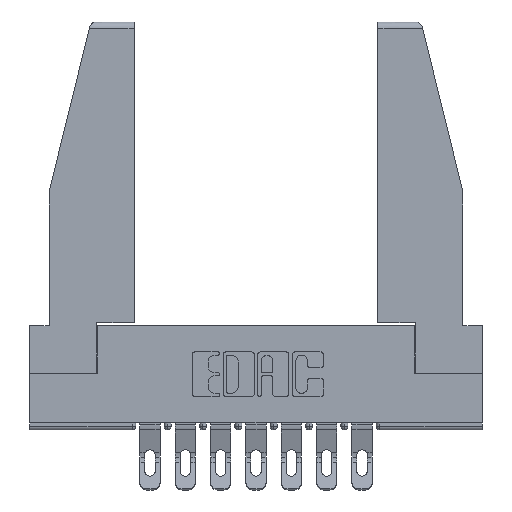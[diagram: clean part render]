
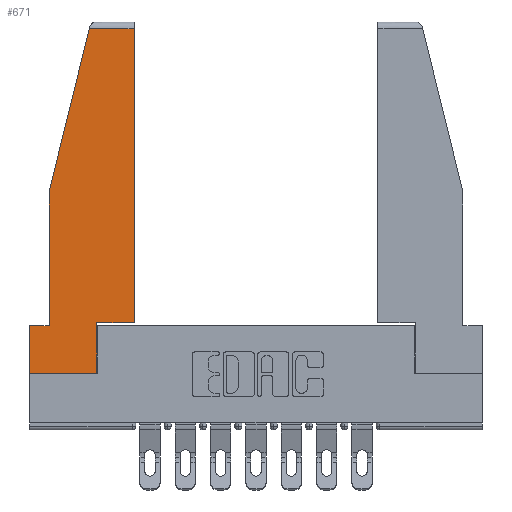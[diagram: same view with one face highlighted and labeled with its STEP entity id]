
A CAD part, top view. The second image highlights one B-rep face of the part: STEP entity #671.
In plain terms, the highlighted planar face has unit normal (0, 0, 1).
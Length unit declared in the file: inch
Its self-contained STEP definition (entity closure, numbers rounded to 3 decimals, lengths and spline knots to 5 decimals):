
#559 = LINE ( 'NONE', #7003, #8862 ) ;
#647 = ORIENTED_EDGE ( 'NONE', *, *, #1885, .T. ) ;
#652 = DIRECTION ( 'NONE',  ( 0., 1., 0. ) ) ;
#671 = ADVANCED_FACE ( 'NONE', ( #10124 ), #2045, .T. ) ;
#674 = LINE ( 'NONE', #3344, #12567 ) ;
#960 = EDGE_CURVE ( 'NONE', #10528, #5987, #559, .T. ) ;
#1065 = DIRECTION ( 'NONE',  ( 1., 0., 0. ) ) ;
#1163 = LINE ( 'NONE', #11731, #8400 ) ;
#1885 = EDGE_CURVE ( 'NONE', #5987, #14313, #11879, .T. ) ;
#2045 = PLANE ( 'NONE',  #14592 ) ;
#2138 = VERTEX_POINT ( 'NONE', #13099 ) ;
#2150 = ORIENTED_EDGE ( 'NONE', *, *, #14039, .T. ) ;
#2277 = LINE ( 'NONE', #11591, #13815 ) ;
#2513 = CARTESIAN_POINT ( 'NONE',  ( 0., 0.21, 0. ) ) ;
#3018 = CARTESIAN_POINT ( 'NONE',  ( 0., 0.21, 0. ) ) ;
#3061 = VECTOR ( 'NONE', #9236, 39.37008 ) ;
#3216 = LINE ( 'NONE', #2513, #9703 ) ;
#3280 = DIRECTION ( 'NONE',  ( 0., 0., 1. ) ) ;
#3338 = EDGE_CURVE ( 'NONE', #7354, #10528, #3216, .T. ) ;
#3344 = CARTESIAN_POINT ( 'NONE',  ( 0.297, 0.223, 0. ) ) ;
#3449 = DIRECTION ( 'NONE',  ( 0., -1., 0. ) ) ;
#4298 = LINE ( 'NONE', #9776, #10250 ) ;
#4388 = VERTEX_POINT ( 'NONE', #11506 ) ;
#4498 = CARTESIAN_POINT ( 'NONE',  ( 0., 0., 0. ) ) ;
#4851 = DIRECTION ( 'NONE',  ( -1., 0., 0. ) ) ;
#5382 = EDGE_CURVE ( 'NONE', #9645, #7354, #1163, .T. ) ;
#5638 = ORIENTED_EDGE ( 'NONE', *, *, #13507, .T. ) ;
#5987 = VERTEX_POINT ( 'NONE', #11111 ) ;
#6242 = VERTEX_POINT ( 'NONE', #6296 ) ;
#6296 = CARTESIAN_POINT ( 'NONE',  ( 0.461, 0.223, 0. ) ) ;
#6393 = LINE ( 'NONE', #7326, #7296 ) ;
#6562 = ORIENTED_EDGE ( 'NONE', *, *, #7915, .T. ) ;
#6770 = DIRECTION ( 'NONE',  ( 1., 0., 0. ) ) ;
#7003 = CARTESIAN_POINT ( 'NONE',  ( 0., 0., 0. ) ) ;
#7009 = ORIENTED_EDGE ( 'NONE', *, *, #3338, .T. ) ;
#7296 = VECTOR ( 'NONE', #10610, 39.37008 ) ;
#7326 = CARTESIAN_POINT ( 'NONE',  ( 0., 1.52, 0. ) ) ;
#7354 = VERTEX_POINT ( 'NONE', #3018 ) ;
#7566 = CARTESIAN_POINT ( 'NONE',  ( 0.297, 0.223, 0. ) ) ;
#7698 = VECTOR ( 'NONE', #12189, 39.37008 ) ;
#7915 = EDGE_CURVE ( 'NONE', #14401, #2138, #11423, .T. ) ;
#8400 = VECTOR ( 'NONE', #4851, 39.37008 ) ;
#8698 = ORIENTED_EDGE ( 'NONE', *, *, #5382, .T. ) ;
#8862 = VECTOR ( 'NONE', #13820, 39.37008 ) ;
#9236 = DIRECTION ( 'NONE',  ( 0., 1., 0. ) ) ;
#9463 = ORIENTED_EDGE ( 'NONE', *, *, #960, .T. ) ;
#9645 = VERTEX_POINT ( 'NONE', #14231 ) ;
#9653 = EDGE_CURVE ( 'NONE', #4388, #14401, #6393, .T. ) ;
#9703 = VECTOR ( 'NONE', #14029, 39.37008 ) ;
#9776 = CARTESIAN_POINT ( 'NONE',  ( 0.461, 0.223, 0. ) ) ;
#10124 = FACE_OUTER_BOUND ( 'NONE', #13289, .T. ) ;
#10250 = VECTOR ( 'NONE', #652, 39.37008 ) ;
#10528 = VERTEX_POINT ( 'NONE', #4498 ) ;
#10610 = DIRECTION ( 'NONE',  ( -1., 0., 0. ) ) ;
#10840 = CARTESIAN_POINT ( 'NONE',  ( 0.2636, 1.52, 0. ) ) ;
#11111 = CARTESIAN_POINT ( 'NONE',  ( 0.297, 0., 0. ) ) ;
#11423 = LINE ( 'NONE', #12034, #7698 ) ;
#11506 = CARTESIAN_POINT ( 'NONE',  ( 0.461, 1.52, 0. ) ) ;
#11591 = CARTESIAN_POINT ( 'NONE',  ( 0.086, 0.8, 0. ) ) ;
#11731 = CARTESIAN_POINT ( 'NONE',  ( 0., 0.21, 0. ) ) ;
#11879 = LINE ( 'NONE', #12681, #3061 ) ;
#12034 = CARTESIAN_POINT ( 'NONE',  ( 0.271, 1.55, 0. ) ) ;
#12172 = EDGE_CURVE ( 'NONE', #6242, #4388, #4298, .T. ) ;
#12189 = DIRECTION ( 'NONE',  ( -0.239, -0.971, 0. ) ) ;
#12422 = CARTESIAN_POINT ( 'NONE',  ( 0., 0., 0. ) ) ;
#12567 = VECTOR ( 'NONE', #1065, 39.37008 ) ;
#12681 = CARTESIAN_POINT ( 'NONE',  ( 0.297, 0., 0. ) ) ;
#13099 = CARTESIAN_POINT ( 'NONE',  ( 0.086, 0.8, 0. ) ) ;
#13289 = EDGE_LOOP ( 'NONE', ( #13689, #14838, #6562, #2150, #8698, #7009, #9463, #647, #5638 ) ) ;
#13507 = EDGE_CURVE ( 'NONE', #14313, #6242, #674, .T. ) ;
#13689 = ORIENTED_EDGE ( 'NONE', *, *, #12172, .T. ) ;
#13815 = VECTOR ( 'NONE', #3449, 39.37008 ) ;
#13820 = DIRECTION ( 'NONE',  ( 1., 0., 0. ) ) ;
#14029 = DIRECTION ( 'NONE',  ( 0., -1., 0. ) ) ;
#14039 = EDGE_CURVE ( 'NONE', #2138, #9645, #2277, .T. ) ;
#14231 = CARTESIAN_POINT ( 'NONE',  ( 0.086, 0.21, 0. ) ) ;
#14313 = VERTEX_POINT ( 'NONE', #7566 ) ;
#14401 = VERTEX_POINT ( 'NONE', #10840 ) ;
#14592 = AXIS2_PLACEMENT_3D ( 'NONE', #12422, #3280, #6770 ) ;
#14838 = ORIENTED_EDGE ( 'NONE', *, *, #9653, .T. ) ;
